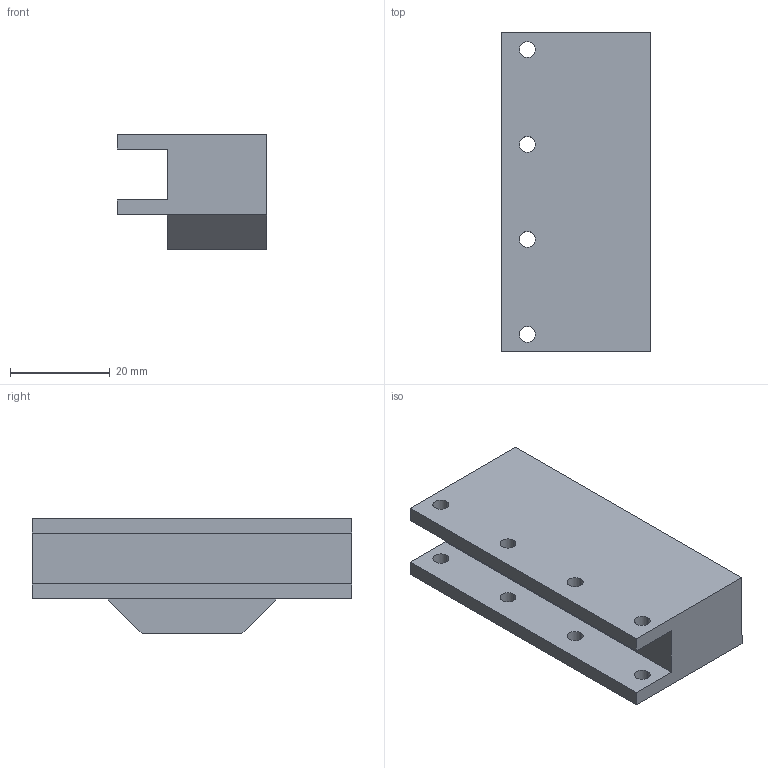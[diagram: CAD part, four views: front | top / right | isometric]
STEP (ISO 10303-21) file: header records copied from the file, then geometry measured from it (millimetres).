
FILE_DESCRIPTION (( 'STEP AP214' ), '1' );
FILE_NAME ('Mount Mirrored.STEP', '2025-09-19T18:25:36', ( '' ), ( '' ), 'SwSTEP 2.0', 'SolidWorks 2025', '' );
FILE_SCHEMA (( 'AUTOMOTIVE_DESIGN' ));
Length unit declared in the file: millimetre
Products named in the file (1): Mount Mirrored
Bounding box: 30 x 64 x 23.2 mm (x, y, z)
Volume: 26430.8 mm3; surface area: 9309 mm2
Topology: 1 solids, 1 shells, 41 faces, 106 edges, 70 vertices
Faces by surface type: cylinder 22, plane 17, cone 2
Entity records: 1325 total; most frequent: DIRECTION 236, CARTESIAN_POINT 218, ORIENTED_EDGE 212, EDGE_CURVE 106, AXIS2_PLACEMENT_3D 88, VERTEX_POINT 70, EDGE_LOOP 60, VECTOR 60
